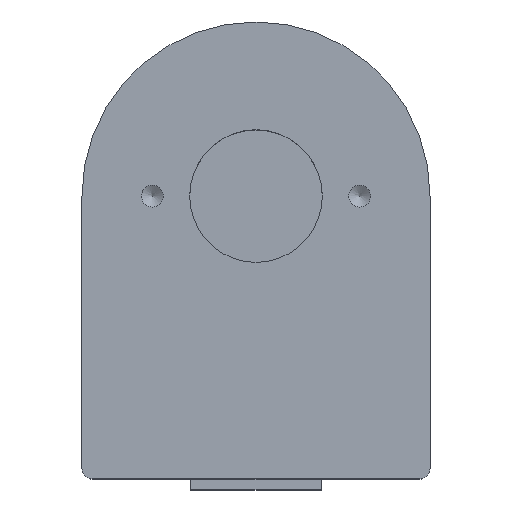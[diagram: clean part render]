
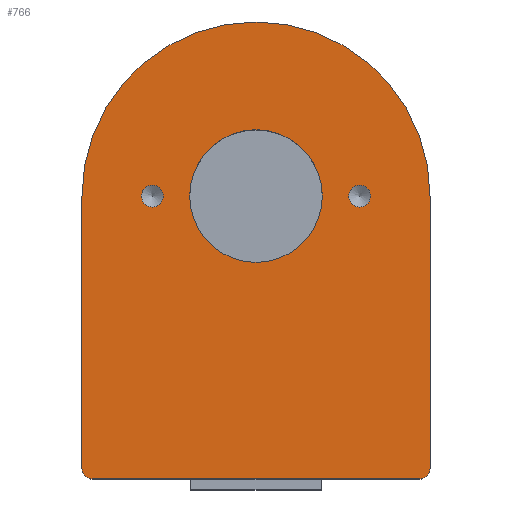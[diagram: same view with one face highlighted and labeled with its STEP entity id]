
A CAD part, top view. The second image highlights one B-rep face of the part: STEP entity #766.
In plain terms, the highlighted planar face has unit normal (0, 0, 1).
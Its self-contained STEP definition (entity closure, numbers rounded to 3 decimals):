
#253=CARTESIAN_POINT('',(16.,-25.,19.0));
#254=VERTEX_POINT('',#253);
#255=CARTESIAN_POINT('',(15.,-26.,19.0));
#256=VERTEX_POINT('',#255);
#257=CARTESIAN_POINT('',(15.,-25.,19.0));
#258=DIRECTION('',(0.0,0.0,-1.0));
#259=DIRECTION('',(0.707,-0.707,0.0));
#260=AXIS2_PLACEMENT_3D('',#257,#258,#259);
#261=CIRCLE('',#260,1.);
#262=EDGE_CURVE('',#254,#256,#261,.T.);
#285=CARTESIAN_POINT('',(-15.,-26.,19.0));
#286=VERTEX_POINT('',#285);
#287=CARTESIAN_POINT('',(-16.,-25.,19.0));
#288=VERTEX_POINT('',#287);
#289=CARTESIAN_POINT('',(-15.,-25.,19.0));
#290=DIRECTION('',(0.0,0.0,-1.0));
#291=DIRECTION('',(-0.707,-0.707,0.0));
#292=AXIS2_PLACEMENT_3D('',#289,#290,#291);
#293=CIRCLE('',#292,1.);
#294=EDGE_CURVE('',#286,#288,#293,.T.);
#320=CARTESIAN_POINT('',(15.,-26.0,19.0));
#321=DIRECTION('',(-1.0,0.0,0.0));
#322=VECTOR('',#321,30.);
#323=LINE('',#320,#322);
#324=EDGE_CURVE('',#256,#286,#323,.T.);
#370=CARTESIAN_POINT('',(16.0,0.0,19.0));
#371=VERTEX_POINT('',#370);
#378=CARTESIAN_POINT('',(16.0,0.0,19.0));
#379=DIRECTION('',(0.0,-1.0,0.0));
#380=VECTOR('',#379,25.);
#381=LINE('',#378,#380);
#382=EDGE_CURVE('',#371,#254,#381,.T.);
#571=CARTESIAN_POINT('',(10.532,0.0,19.0));
#572=VERTEX_POINT('',#571);
#573=CARTESIAN_POINT('',(9.525,0.0,19.0));
#574=DIRECTION('',(0.0,0.0,-1.0));
#575=DIRECTION('',(1.0,0.0,0.0));
#576=AXIS2_PLACEMENT_3D('',#573,#574,#575);
#577=CIRCLE('',#576,1.007);
#578=EDGE_CURVE('',#572,#572,#577,.T.);
#650=CARTESIAN_POINT('',(-8.519,0.0,19.0));
#651=VERTEX_POINT('',#650);
#652=CARTESIAN_POINT('',(-9.525,0.0,19.0));
#653=DIRECTION('',(0.0,0.0,-1.0));
#654=DIRECTION('',(1.0,0.0,0.0));
#655=AXIS2_PLACEMENT_3D('',#652,#653,#654);
#656=CIRCLE('',#655,1.007);
#657=EDGE_CURVE('',#651,#651,#656,.T.);
#681=CARTESIAN_POINT('',(6.1,0.,19.0));
#682=VERTEX_POINT('',#681);
#683=CARTESIAN_POINT('',(0.0,0.0,19.0));
#684=DIRECTION('',(0.0,0.0,-1.0));
#685=DIRECTION('',(-1.0,0.0,0.0));
#686=AXIS2_PLACEMENT_3D('',#683,#684,#685);
#687=CIRCLE('',#686,6.1);
#688=EDGE_CURVE('',#682,#682,#687,.T.);
#708=CARTESIAN_POINT('',(-16.0,0.,19.0));
#709=VERTEX_POINT('',#708);
#710=CARTESIAN_POINT('',(-16.,-25.0,19.0));
#711=DIRECTION('',(0.0,1.0,0.0));
#712=VECTOR('',#711,25.);
#713=LINE('',#710,#712);
#714=EDGE_CURVE('',#288,#709,#713,.T.);
#733=CARTESIAN_POINT('',(0.0,0.0,19.0));
#734=DIRECTION('',(0.0,0.0,-1.0));
#735=DIRECTION('',(1.0,0.0,0.0));
#736=AXIS2_PLACEMENT_3D('',#733,#734,#735);
#737=CIRCLE('',#736,16.0);
#738=EDGE_CURVE('',#709,#371,#737,.T.);
#744=CARTESIAN_POINT('',(0.,-7.793,19.0));
#745=DIRECTION('',(0.0,0.0,1.0));
#746=DIRECTION('',(1.0,0.0,0.0));
#747=AXIS2_PLACEMENT_3D('',#744,#745,#746);
#748=PLANE('',#747);
#749=ORIENTED_EDGE('',*,*,#294,.F.);
#750=ORIENTED_EDGE('',*,*,#324,.F.);
#751=ORIENTED_EDGE('',*,*,#262,.F.);
#752=ORIENTED_EDGE('',*,*,#382,.F.);
#753=ORIENTED_EDGE('',*,*,#738,.F.);
#754=ORIENTED_EDGE('',*,*,#714,.F.);
#755=EDGE_LOOP('',(#749,#750,#751,#752,#753,#754));
#756=FACE_OUTER_BOUND('',#755,.T.);
#757=ORIENTED_EDGE('',*,*,#578,.T.);
#758=EDGE_LOOP('',(#757));
#759=FACE_BOUND('',#758,.T.);
#760=ORIENTED_EDGE('',*,*,#657,.T.);
#761=EDGE_LOOP('',(#760));
#762=FACE_BOUND('',#761,.T.);
#763=ORIENTED_EDGE('',*,*,#688,.T.);
#764=EDGE_LOOP('',(#763));
#765=FACE_BOUND('',#764,.T.);
#766=ADVANCED_FACE('',(#756,#759,#762,#765),#748,.T.);
